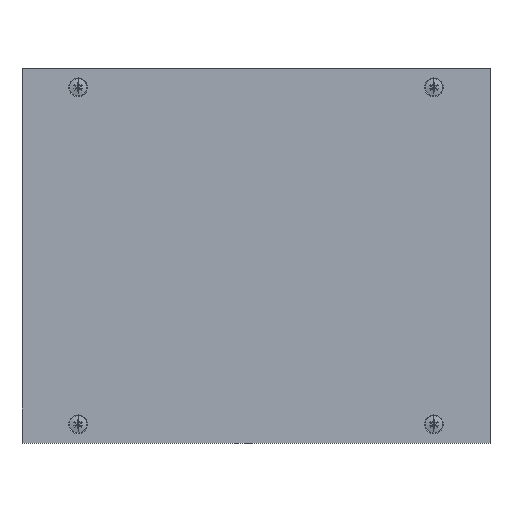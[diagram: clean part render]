
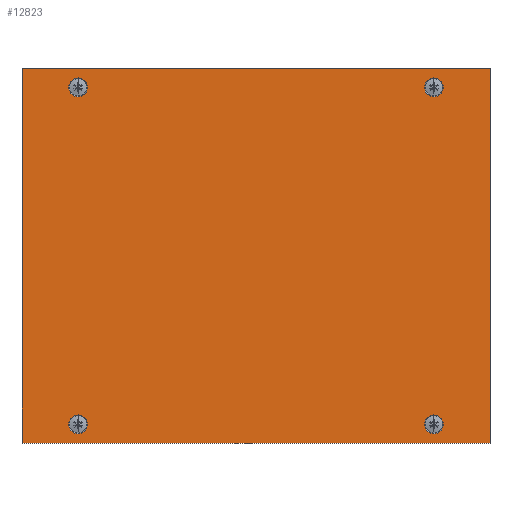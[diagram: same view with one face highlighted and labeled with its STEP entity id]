
A CAD part, top view. The second image highlights one B-rep face of the part: STEP entity #12823.
In plain terms, the highlighted planar face has unit normal (0, 0, 1).
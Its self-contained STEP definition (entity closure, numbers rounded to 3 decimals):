
#248 = EDGE_LOOP ( 'NONE', ( #7113, #6996 ) ) ;
#372 = DIRECTION ( 'NONE',  ( 0., 0., 1. ) ) ;
#630 = CARTESIAN_POINT ( 'NONE',  ( 225., 10., 0. ) ) ;
#661 = VECTOR ( 'NONE', #7553, 1000. ) ;
#668 = CARTESIAN_POINT ( 'NONE',  ( 220., 190., 0. ) ) ;
#697 = EDGE_CURVE ( 'NONE', #8552, #2325, #12293, .T. ) ;
#734 = VECTOR ( 'NONE', #16223, 1000. ) ;
#881 = CARTESIAN_POINT ( 'NONE',  ( 250., 0., 0. ) ) ;
#1336 = EDGE_CURVE ( 'NONE', #12851, #12370, #12814, .T. ) ;
#1684 = CARTESIAN_POINT ( 'NONE',  ( 0., 0., 0. ) ) ;
#1716 = DIRECTION ( 'NONE',  ( 1., 0., 0. ) ) ;
#1781 = CIRCLE ( 'NONE', #9460, 5. ) ;
#1821 = ORIENTED_EDGE ( 'NONE', *, *, #15251, .T. ) ;
#1942 = EDGE_CURVE ( 'NONE', #4942, #10402, #5888, .T. ) ;
#2244 = EDGE_LOOP ( 'NONE', ( #9132, #7257, #1821, #4916 ) ) ;
#2302 = CARTESIAN_POINT ( 'NONE',  ( 215., 190., 0. ) ) ;
#2325 = VERTEX_POINT ( 'NONE', #9279 ) ;
#2453 = CARTESIAN_POINT ( 'NONE',  ( 250., 0., 0. ) ) ;
#2691 = VERTEX_POINT ( 'NONE', #630 ) ;
#3144 = VERTEX_POINT ( 'NONE', #13704 ) ;
#3547 = EDGE_LOOP ( 'NONE', ( #7171, #9351 ) ) ;
#3551 = FACE_BOUND ( 'NONE', #12009, .T. ) ;
#3637 = DIRECTION ( 'NONE',  ( 0., 0., -1. ) ) ;
#3786 = CARTESIAN_POINT ( 'NONE',  ( 0., 0., 0. ) ) ;
#4069 = EDGE_CURVE ( 'NONE', #3144, #9334, #1781, .T. ) ;
#4088 = CARTESIAN_POINT ( 'NONE',  ( 220., 190., 0. ) ) ;
#4487 = VERTEX_POINT ( 'NONE', #11392 ) ;
#4613 = DIRECTION ( 'NONE',  ( -1., 0., 0. ) ) ;
#4629 = DIRECTION ( 'NONE',  ( 1., 0., 0. ) ) ;
#4747 = AXIS2_PLACEMENT_3D ( 'NONE', #5780, #13380, #12118 ) ;
#4874 = FACE_BOUND ( 'NONE', #248, .T. ) ;
#4916 = ORIENTED_EDGE ( 'NONE', *, *, #7069, .T. ) ;
#4942 = VERTEX_POINT ( 'NONE', #10332 ) ;
#5376 = VERTEX_POINT ( 'NONE', #1684 ) ;
#5399 = CARTESIAN_POINT ( 'NONE',  ( 30., 190., 0. ) ) ;
#5719 = ORIENTED_EDGE ( 'NONE', *, *, #1942, .F. ) ;
#5780 = CARTESIAN_POINT ( 'NONE',  ( 220., 10., 0. ) ) ;
#5888 = CIRCLE ( 'NONE', #11833, 5. ) ;
#6134 = FACE_OUTER_BOUND ( 'NONE', #2244, .T. ) ;
#6543 = DIRECTION ( 'NONE',  ( 0., 0., 1. ) ) ;
#6553 = DIRECTION ( 'NONE',  ( 1., 0., 0. ) ) ;
#6897 = CIRCLE ( 'NONE', #4747, 5. ) ;
#6918 = AXIS2_PLACEMENT_3D ( 'NONE', #5399, #15429, #15506 ) ;
#6996 = ORIENTED_EDGE ( 'NONE', *, *, #7139, .F. ) ;
#7013 = CIRCLE ( 'NONE', #15366, 5. ) ;
#7034 = ORIENTED_EDGE ( 'NONE', *, *, #1336, .F. ) ;
#7069 = EDGE_CURVE ( 'NONE', #5376, #8552, #15311, .T. ) ;
#7113 = ORIENTED_EDGE ( 'NONE', *, *, #10472, .F. ) ;
#7139 = EDGE_CURVE ( 'NONE', #4487, #2691, #15743, .T. ) ;
#7171 = ORIENTED_EDGE ( 'NONE', *, *, #11592, .F. ) ;
#7188 = DIRECTION ( 'NONE',  ( 1., 0., 0. ) ) ;
#7257 = ORIENTED_EDGE ( 'NONE', *, *, #12405, .T. ) ;
#7455 = EDGE_LOOP ( 'NONE', ( #10299, #7034 ) ) ;
#7481 = CIRCLE ( 'NONE', #6918, 5. ) ;
#7553 = DIRECTION ( 'NONE',  ( 0., -1., 0. ) ) ;
#7801 = VECTOR ( 'NONE', #15608, 1000. ) ;
#8033 = CARTESIAN_POINT ( 'NONE',  ( 30., 10., 0. ) ) ;
#8504 = AXIS2_PLACEMENT_3D ( 'NONE', #11686, #372, #6553 ) ;
#8552 = VERTEX_POINT ( 'NONE', #2453 ) ;
#8668 = FACE_BOUND ( 'NONE', #7455, .T. ) ;
#8758 = AXIS2_PLACEMENT_3D ( 'NONE', #668, #16341, #7188 ) ;
#8897 = AXIS2_PLACEMENT_3D ( 'NONE', #15239, #3637, #4613 ) ;
#9132 = ORIENTED_EDGE ( 'NONE', *, *, #697, .T. ) ;
#9279 = CARTESIAN_POINT ( 'NONE',  ( 250., 200., 0. ) ) ;
#9334 = VERTEX_POINT ( 'NONE', #10662 ) ;
#9351 = ORIENTED_EDGE ( 'NONE', *, *, #4069, .F. ) ;
#9459 = LINE ( 'NONE', #12075, #7801 ) ;
#9460 = AXIS2_PLACEMENT_3D ( 'NONE', #8033, #14122, #13126 ) ;
#9607 = EDGE_CURVE ( 'NONE', #12370, #12851, #7013, .T. ) ;
#9785 = CARTESIAN_POINT ( 'NONE',  ( 0., 200., 0. ) ) ;
#10025 = FACE_BOUND ( 'NONE', #3547, .T. ) ;
#10045 = CARTESIAN_POINT ( 'NONE',  ( 30., 10., 0. ) ) ;
#10299 = ORIENTED_EDGE ( 'NONE', *, *, #9607, .F. ) ;
#10332 = CARTESIAN_POINT ( 'NONE',  ( 35., 190., 0. ) ) ;
#10402 = VERTEX_POINT ( 'NONE', #12033 ) ;
#10472 = EDGE_CURVE ( 'NONE', #2691, #4487, #6897, .T. ) ;
#10662 = CARTESIAN_POINT ( 'NONE',  ( 35., 10., 0. ) ) ;
#11040 = DIRECTION ( 'NONE',  ( 0., 0., 1. ) ) ;
#11321 = EDGE_CURVE ( 'NONE', #10402, #4942, #7481, .T. ) ;
#11349 = CARTESIAN_POINT ( 'NONE',  ( 0., 0., 0. ) ) ;
#11392 = CARTESIAN_POINT ( 'NONE',  ( 215., 10., 0. ) ) ;
#11592 = EDGE_CURVE ( 'NONE', #9334, #3144, #13394, .T. ) ;
#11603 = VERTEX_POINT ( 'NONE', #9785 ) ;
#11671 = DIRECTION ( 'NONE',  ( 1., 0., 0. ) ) ;
#11686 = CARTESIAN_POINT ( 'NONE',  ( 220., 10., 0. ) ) ;
#11833 = AXIS2_PLACEMENT_3D ( 'NONE', #15379, #6543, #11671 ) ;
#11916 = CARTESIAN_POINT ( 'NONE',  ( 225., 190., 0. ) ) ;
#11991 = DIRECTION ( 'NONE',  ( 1., 0., 0. ) ) ;
#12009 = EDGE_LOOP ( 'NONE', ( #5719, #13595 ) ) ;
#12033 = CARTESIAN_POINT ( 'NONE',  ( 25., 190., 0. ) ) ;
#12075 = CARTESIAN_POINT ( 'NONE',  ( 0., 200., 0. ) ) ;
#12118 = DIRECTION ( 'NONE',  ( 1., 0., 0. ) ) ;
#12293 = LINE ( 'NONE', #881, #734 ) ;
#12370 = VERTEX_POINT ( 'NONE', #11916 ) ;
#12405 = EDGE_CURVE ( 'NONE', #2325, #11603, #9459, .T. ) ;
#12627 = AXIS2_PLACEMENT_3D ( 'NONE', #10045, #11040, #4629 ) ;
#12814 = CIRCLE ( 'NONE', #8758, 5. ) ;
#12823 = ADVANCED_FACE ( 'NONE', ( #4874, #8668, #3551, #10025, #6134 ), #13895, .F. ) ;
#12851 = VERTEX_POINT ( 'NONE', #2302 ) ;
#13126 = DIRECTION ( 'NONE',  ( 1., 0., 0. ) ) ;
#13380 = DIRECTION ( 'NONE',  ( 0., 0., 1. ) ) ;
#13394 = CIRCLE ( 'NONE', #12627, 5. ) ;
#13595 = ORIENTED_EDGE ( 'NONE', *, *, #11321, .F. ) ;
#13704 = CARTESIAN_POINT ( 'NONE',  ( 25., 10., 0. ) ) ;
#13878 = LINE ( 'NONE', #11349, #661 ) ;
#13895 = PLANE ( 'NONE',  #8897 ) ;
#14122 = DIRECTION ( 'NONE',  ( 0., 0., 1. ) ) ;
#15239 = CARTESIAN_POINT ( 'NONE',  ( 0., 0., 0. ) ) ;
#15251 = EDGE_CURVE ( 'NONE', #11603, #5376, #13878, .T. ) ;
#15311 = LINE ( 'NONE', #3786, #16004 ) ;
#15366 = AXIS2_PLACEMENT_3D ( 'NONE', #4088, #15834, #11991 ) ;
#15379 = CARTESIAN_POINT ( 'NONE',  ( 30., 190., 0. ) ) ;
#15429 = DIRECTION ( 'NONE',  ( 0., 0., 1. ) ) ;
#15506 = DIRECTION ( 'NONE',  ( 1., 0., 0. ) ) ;
#15608 = DIRECTION ( 'NONE',  ( -1., 0., 0. ) ) ;
#15743 = CIRCLE ( 'NONE', #8504, 5. ) ;
#15834 = DIRECTION ( 'NONE',  ( 0., 0., 1. ) ) ;
#16004 = VECTOR ( 'NONE', #1716, 1000. ) ;
#16223 = DIRECTION ( 'NONE',  ( 0., 1., 0. ) ) ;
#16341 = DIRECTION ( 'NONE',  ( 0., 0., 1. ) ) ;
